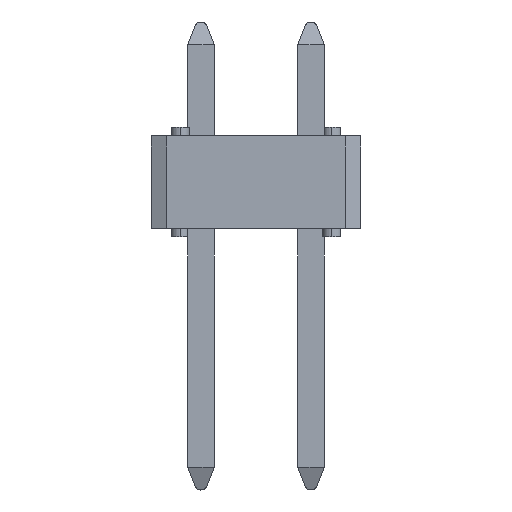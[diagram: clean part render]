
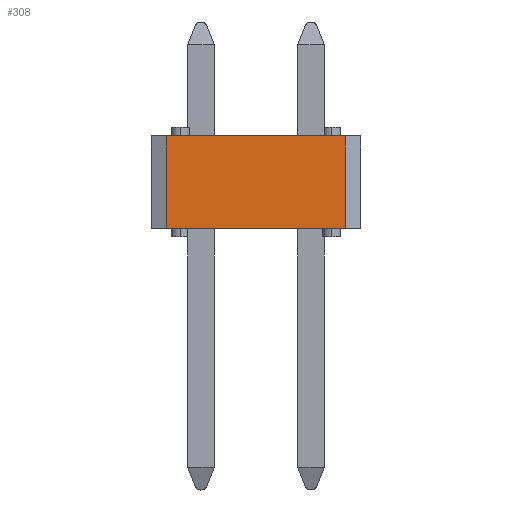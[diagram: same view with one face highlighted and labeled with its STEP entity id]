
A CAD part, left-side view. The second image highlights one B-rep face of the part: STEP entity #308.
In plain terms, the highlighted planar face has unit normal (-1, 0, 0).
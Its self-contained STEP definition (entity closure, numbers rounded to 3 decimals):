
#308=ADVANCED_FACE('11166',(#751),#752,.F.);
#751=FACE_OUTER_BOUND('',#1443,.T.);
#752=PLANE('',#1444);
#1443=EDGE_LOOP('',(#2671,#2672,#2673,#2674));
#1444=AXIS2_PLACEMENT_3D('',#2675,#2676,#2677);
#2671=ORIENTED_EDGE('',*,*,#4701,.T.);
#2672=ORIENTED_EDGE('',*,*,#4568,.T.);
#2673=ORIENTED_EDGE('',*,*,#4702,.F.);
#2674=ORIENTED_EDGE('',*,*,#4420,.F.);
#2675=CARTESIAN_POINT('',(-4.999,15.326,16.503));
#2676=DIRECTION('',(1.0,0.0,0.0));
#2677=DIRECTION('',(0.0,1.0,-0.0));
#4420=EDGE_CURVE('11178',#5194,#5117,#5196,.T.);
#4568=EDGE_CURVE('11182',#5398,#5474,#5476,.T.);
#4701=EDGE_CURVE('11191',#5194,#5398,#5693,.T.);
#4702=EDGE_CURVE('11190',#5117,#5474,#5694,.T.);
#5117=VERTEX_POINT('',#6317);
#5194=VERTEX_POINT('',#6432);
#5196=LINE('',#6435,#6436);
#5398=VERTEX_POINT('',#6726);
#5474=VERTEX_POINT('',#6840);
#5476=LINE('',#6843,#6844);
#5693=LINE('',#7173,#7174);
#5694=LINE('',#7175,#7176);
#6317=CARTESIAN_POINT('',(-4.999,19.984,14.373));
#6432=CARTESIAN_POINT('',(-4.999,15.868,14.373));
#6435=CARTESIAN_POINT('',(-4.999,15.868,14.373));
#6436=VECTOR('',#8652,4.116);
#6726=CARTESIAN_POINT('',(-4.999,15.868,16.503));
#6840=CARTESIAN_POINT('',(-4.999,19.984,16.503));
#6843=CARTESIAN_POINT('',(-4.999,15.868,16.503));
#6844=VECTOR('',#8840,4.116);
#7173=CARTESIAN_POINT('',(-4.999,15.868,14.373));
#7174=VECTOR('',#9013,2.13);
#7175=CARTESIAN_POINT('',(-4.999,19.984,14.373));
#7176=VECTOR('',#9014,2.13);
#8652=DIRECTION('',(0.0,1.0,0.0));
#8840=DIRECTION('',(0.0,1.0,0.0));
#9013=DIRECTION('',(0.0,0.0,1.0));
#9014=DIRECTION('',(0.0,0.0,1.0));
